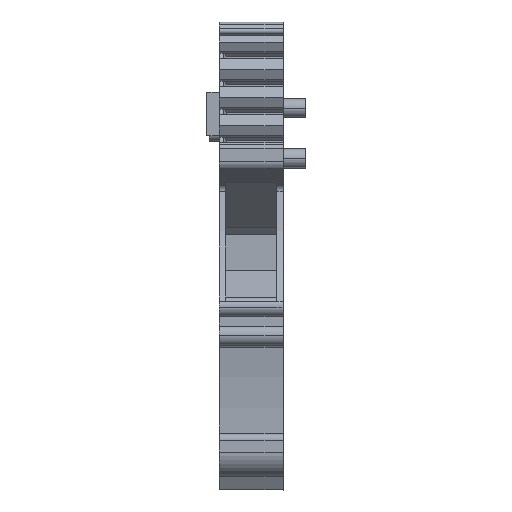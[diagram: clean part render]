
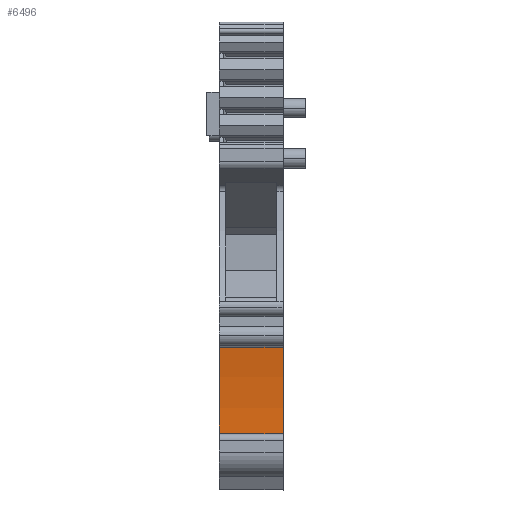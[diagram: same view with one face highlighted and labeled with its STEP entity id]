
A CAD part, front view. The second image highlights one B-rep face of the part: STEP entity #6496.
In plain terms, the highlighted cylindrical face has radius 40 mm (diameter 80 mm), a partial arc.
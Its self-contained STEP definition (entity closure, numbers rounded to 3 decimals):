
#1422=AXIS2_PLACEMENT_3D('Circle Axis2P3D',#1420,#1421,$) ;
#2817=AXIS2_PLACEMENT_3D('Circle Axis2P3D',#2815,#2816,$) ;
#6483=AXIS2_PLACEMENT_3D('Cylinder Axis2P3D',#6480,#6481,#6482) ;
#1417=CARTESIAN_POINT('Vertex',(6.,2.047,11.195)) ;
#1420=CARTESIAN_POINT('Axis2P3D Location',(6.,-37.395,4.534)) ;
#1424=CARTESIAN_POINT('Vertex',(6.,2.603,4.067)) ;
#2812=CARTESIAN_POINT('Vertex',(1.,2.603,4.067)) ;
#2815=CARTESIAN_POINT('Axis2P3D Location',(1.,-37.395,4.534)) ;
#2819=CARTESIAN_POINT('Vertex',(1.,2.047,11.195)) ;
#6467=CARTESIAN_POINT('Line Origine',(1.,2.047,11.195)) ;
#6480=CARTESIAN_POINT('Axis2P3D Location',(1.,-37.395,4.534)) ;
#6485=CARTESIAN_POINT('Line Origine',(1.,2.603,4.067)) ;
#1421=DIRECTION('Axis2P3D Direction',(1.,0.,0.)) ;
#2816=DIRECTION('Axis2P3D Direction',(1.,0.,0.)) ;
#6468=DIRECTION('Vector Direction',(1.,0.,0.)) ;
#6481=DIRECTION('Axis2P3D Direction',(1.,0.,0.)) ;
#6482=DIRECTION('Axis2P3D XDirection',(0.,1.,-0.012)) ;
#6486=DIRECTION('Vector Direction',(1.,0.,0.)) ;
#6469=VECTOR('Line Direction',#6468,1.) ;
#6487=VECTOR('Line Direction',#6486,1.) ;
#6491=ORIENTED_EDGE('',*,*,#2821,.F.) ;
#6492=ORIENTED_EDGE('',*,*,#6489,.T.) ;
#6493=ORIENTED_EDGE('',*,*,#1426,.T.) ;
#6494=ORIENTED_EDGE('',*,*,#6471,.F.) ;
#6496=ADVANCED_FACE('KLTR',(#6495),#6484,.F.) ;
#1423=CIRCLE('generated circle',#1422,40.) ;
#2818=CIRCLE('generated circle',#2817,40.) ;
#6484=CYLINDRICAL_SURFACE('generated cylinder',#6483,40.) ;
#1426=EDGE_CURVE('',#1425,#1418,#1423,.T.) ;
#2821=EDGE_CURVE('',#2813,#2820,#2818,.T.) ;
#6471=EDGE_CURVE('',#2820,#1418,#6470,.T.) ;
#6489=EDGE_CURVE('',#2813,#1425,#6488,.T.) ;
#6490=EDGE_LOOP('',(#6491,#6492,#6493,#6494)) ;
#6495=FACE_OUTER_BOUND('',#6490,.T.) ;
#6470=LINE('Line',#6467,#6469) ;
#6488=LINE('Line',#6485,#6487) ;
#1418=VERTEX_POINT('',#1417) ;
#1425=VERTEX_POINT('',#1424) ;
#2813=VERTEX_POINT('',#2812) ;
#2820=VERTEX_POINT('',#2819) ;
